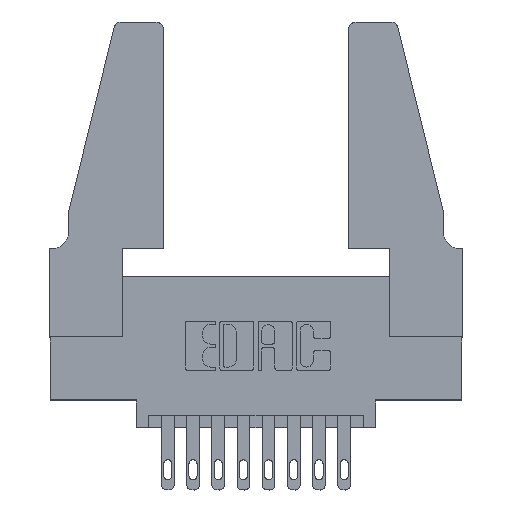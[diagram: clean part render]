
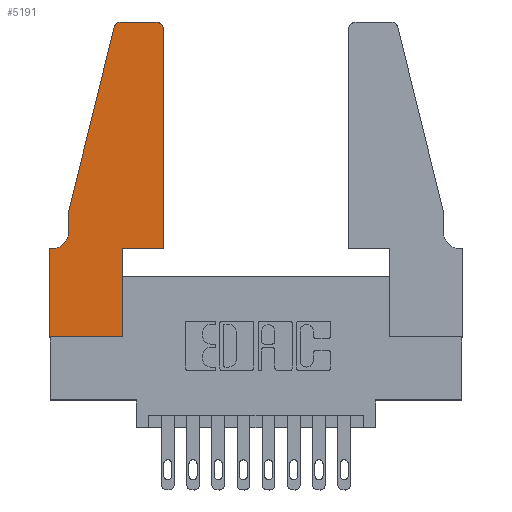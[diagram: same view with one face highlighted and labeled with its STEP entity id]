
A CAD part, top view. The second image highlights one B-rep face of the part: STEP entity #5191.
In plain terms, the highlighted planar face has unit normal (0, 0, 1).
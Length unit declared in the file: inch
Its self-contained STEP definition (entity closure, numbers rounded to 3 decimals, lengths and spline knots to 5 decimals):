
#87 = VECTOR ( 'NONE', #4354, 39.37008 ) ;
#278 = CIRCLE ( 'NONE', #11075, 0.07 ) ;
#332 = DIRECTION ( 'NONE',  ( 0., 0., 1. ) ) ;
#338 = DIRECTION ( 'NONE',  ( 0., 0., 1. ) ) ;
#418 = DIRECTION ( 'NONE',  ( 1., 0., 0. ) ) ;
#512 = DIRECTION ( 'NONE',  ( 0., -1., 0. ) ) ;
#576 = CARTESIAN_POINT ( 'NONE',  ( 0., 0., 0.37 ) ) ;
#629 = CARTESIAN_POINT ( 'NONE',  ( 0.2865, 0.35, 0.37 ) ) ;
#772 = ORIENTED_EDGE ( 'NONE', *, *, #6393, .T. ) ;
#879 = EDGE_CURVE ( 'NONE', #12228, #4854, #2809, .T. ) ;
#985 = FACE_OUTER_BOUND ( 'NONE', #7296, .T. ) ;
#1009 = VECTOR ( 'NONE', #2625, 39.37008 ) ;
#1345 = DIRECTION ( 'NONE',  ( 0., 1., 0. ) ) ;
#1366 = LINE ( 'NONE', #11255, #11791 ) ;
#1591 = VECTOR ( 'NONE', #9774, 39.37008 ) ;
#1598 = EDGE_CURVE ( 'NONE', #6504, #4060, #2194, .T. ) ;
#1694 = EDGE_CURVE ( 'NONE', #3220, #12839, #278, .T. ) ;
#1829 = DIRECTION ( 'NONE',  ( -1., 0., 0. ) ) ;
#2012 = CARTESIAN_POINT ( 'NONE',  ( 0.4505, 0.35, 0.37 ) ) ;
#2194 = LINE ( 'NONE', #7972, #2508 ) ;
#2210 = LINE ( 'NONE', #4831, #1591 ) ;
#2309 = CARTESIAN_POINT ( 'NONE',  ( 0.2865, 0.35, 0.37 ) ) ;
#2385 = LINE ( 'NONE', #7832, #4169 ) ;
#2508 = VECTOR ( 'NONE', #7848, 39.37008 ) ;
#2584 = DIRECTION ( 'NONE',  ( 1., 0., 0. ) ) ;
#2620 = CARTESIAN_POINT ( 'NONE',  ( 0.25487, 1.22718, 0.37 ) ) ;
#2625 = DIRECTION ( 'NONE',  ( 1., 0., 0. ) ) ;
#2656 = CARTESIAN_POINT ( 'NONE',  ( 0.0755, 0.5, 0.37 ) ) ;
#2809 = LINE ( 'NONE', #6326, #87 ) ;
#2890 = VECTOR ( 'NONE', #8831, 39.37008 ) ;
#3063 = LINE ( 'NONE', #2656, #2890 ) ;
#3220 = VERTEX_POINT ( 'NONE', #9815 ) ;
#3596 = AXIS2_PLACEMENT_3D ( 'NONE', #10481, #338, #7446 ) ;
#3602 = CARTESIAN_POINT ( 'NONE',  ( 0.284, 1.25, 0.37 ) ) ;
#3802 = EDGE_CURVE ( 'NONE', #6487, #11195, #4061, .T. ) ;
#3874 = VERTEX_POINT ( 'NONE', #629 ) ;
#4060 = VERTEX_POINT ( 'NONE', #3602 ) ;
#4061 = LINE ( 'NONE', #576, #1009 ) ;
#4107 = ORIENTED_EDGE ( 'NONE', *, *, #6941, .T. ) ;
#4169 = VECTOR ( 'NONE', #12797, 39.37008 ) ;
#4354 = DIRECTION ( 'NONE',  ( 0., 1., 0. ) ) ;
#4511 = EDGE_CURVE ( 'NONE', #8350, #6487, #5768, .T. ) ;
#4831 = CARTESIAN_POINT ( 'NONE',  ( 0.4505, 0.35, 0.37 ) ) ;
#4838 = EDGE_CURVE ( 'NONE', #4060, #5482, #7488, .T. ) ;
#4854 = VERTEX_POINT ( 'NONE', #7546 ) ;
#4856 = DIRECTION ( 'NONE',  ( 0., 0., -1. ) ) ;
#5191 = ADVANCED_FACE ( 'NONE', ( #985 ), #5394, .T. ) ;
#5394 = PLANE ( 'NONE',  #11760 ) ;
#5482 = VERTEX_POINT ( 'NONE', #2620 ) ;
#5506 = ORIENTED_EDGE ( 'NONE', *, *, #1598, .T. ) ;
#5627 = ORIENTED_EDGE ( 'NONE', *, *, #8491, .T. ) ;
#5768 = LINE ( 'NONE', #11611, #6236 ) ;
#5792 = EDGE_CURVE ( 'NONE', #5482, #8604, #3063, .T. ) ;
#5830 = ORIENTED_EDGE ( 'NONE', *, *, #4838, .T. ) ;
#5856 = EDGE_CURVE ( 'NONE', #8604, #3220, #2385, .T. ) ;
#5884 = CARTESIAN_POINT ( 'NONE',  ( 0., 0., 0.37 ) ) ;
#6236 = VECTOR ( 'NONE', #512, 39.37008 ) ;
#6326 = CARTESIAN_POINT ( 'NONE',  ( 0.4505, 0.35, 0.37 ) ) ;
#6393 = EDGE_CURVE ( 'NONE', #3874, #12228, #2210, .T. ) ;
#6411 = CARTESIAN_POINT ( 'NONE',  ( 0., 0.35, 0.37 ) ) ;
#6487 = VERTEX_POINT ( 'NONE', #5884 ) ;
#6504 = VERTEX_POINT ( 'NONE', #7208 ) ;
#6545 = ORIENTED_EDGE ( 'NONE', *, *, #5792, .T. ) ;
#6861 = CARTESIAN_POINT ( 'NONE',  ( 0.0055, 0.42, 0.37 ) ) ;
#6941 = EDGE_CURVE ( 'NONE', #4854, #6504, #12168, .T. ) ;
#7208 = CARTESIAN_POINT ( 'NONE',  ( 0.4205, 1.25, 0.37 ) ) ;
#7296 = EDGE_LOOP ( 'NONE', ( #5506, #5830, #6545, #9110, #9487, #11350, #12458, #12540, #5627, #772, #9985, #4107 ) ) ;
#7446 = DIRECTION ( 'NONE',  ( 1., 0., 0. ) ) ;
#7488 = CIRCLE ( 'NONE', #9692, 0.03 ) ;
#7546 = CARTESIAN_POINT ( 'NONE',  ( 0.4505, 1.22, 0.37 ) ) ;
#7809 = CARTESIAN_POINT ( 'NONE',  ( 0.0055, 0.35, 0.37 ) ) ;
#7832 = CARTESIAN_POINT ( 'NONE',  ( 0.0755, 0.5, 0.37 ) ) ;
#7848 = DIRECTION ( 'NONE',  ( -1., 0., 0. ) ) ;
#7972 = CARTESIAN_POINT ( 'NONE',  ( 0.2605, 1.25, 0.37 ) ) ;
#8001 = CARTESIAN_POINT ( 'NONE',  ( 0., 0.35, 0.37 ) ) ;
#8178 = CARTESIAN_POINT ( 'NONE',  ( 0.2865, 0., 0.37 ) ) ;
#8350 = VERTEX_POINT ( 'NONE', #8001 ) ;
#8491 = EDGE_CURVE ( 'NONE', #11195, #3874, #10088, .T. ) ;
#8604 = VERTEX_POINT ( 'NONE', #12821 ) ;
#8697 = EDGE_CURVE ( 'NONE', #12839, #8350, #1366, .T. ) ;
#8831 = DIRECTION ( 'NONE',  ( -0.239, -0.971, 0. ) ) ;
#9110 = ORIENTED_EDGE ( 'NONE', *, *, #5856, .T. ) ;
#9487 = ORIENTED_EDGE ( 'NONE', *, *, #1694, .T. ) ;
#9692 = AXIS2_PLACEMENT_3D ( 'NONE', #10580, #12601, #2584 ) ;
#9774 = DIRECTION ( 'NONE',  ( 1., 0., 0. ) ) ;
#9815 = CARTESIAN_POINT ( 'NONE',  ( 0.0755, 0.42, 0.37 ) ) ;
#9985 = ORIENTED_EDGE ( 'NONE', *, *, #879, .T. ) ;
#10088 = LINE ( 'NONE', #2309, #10373 ) ;
#10373 = VECTOR ( 'NONE', #1345, 39.37008 ) ;
#10481 = CARTESIAN_POINT ( 'NONE',  ( 0.4205, 1.22, 0.37 ) ) ;
#10580 = CARTESIAN_POINT ( 'NONE',  ( 0.284, 1.22, 0.37 ) ) ;
#11075 = AXIS2_PLACEMENT_3D ( 'NONE', #6861, #4856, #1829 ) ;
#11195 = VERTEX_POINT ( 'NONE', #8178 ) ;
#11255 = CARTESIAN_POINT ( 'NONE',  ( 0.0755, 0.35, 0.37 ) ) ;
#11350 = ORIENTED_EDGE ( 'NONE', *, *, #8697, .T. ) ;
#11611 = CARTESIAN_POINT ( 'NONE',  ( 0., 0., 0.37 ) ) ;
#11760 = AXIS2_PLACEMENT_3D ( 'NONE', #6411, #332, #418 ) ;
#11791 = VECTOR ( 'NONE', #12273, 39.37008 ) ;
#12168 = CIRCLE ( 'NONE', #3596, 0.03 ) ;
#12228 = VERTEX_POINT ( 'NONE', #2012 ) ;
#12273 = DIRECTION ( 'NONE',  ( -1., 0., 0. ) ) ;
#12458 = ORIENTED_EDGE ( 'NONE', *, *, #4511, .T. ) ;
#12540 = ORIENTED_EDGE ( 'NONE', *, *, #3802, .T. ) ;
#12601 = DIRECTION ( 'NONE',  ( 0., 0., 1. ) ) ;
#12797 = DIRECTION ( 'NONE',  ( 0., -1., 0. ) ) ;
#12821 = CARTESIAN_POINT ( 'NONE',  ( 0.0755, 0.5, 0.37 ) ) ;
#12839 = VERTEX_POINT ( 'NONE', #7809 ) ;
